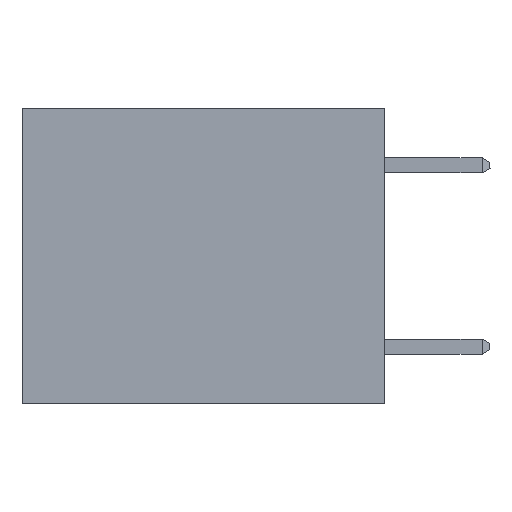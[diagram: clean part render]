
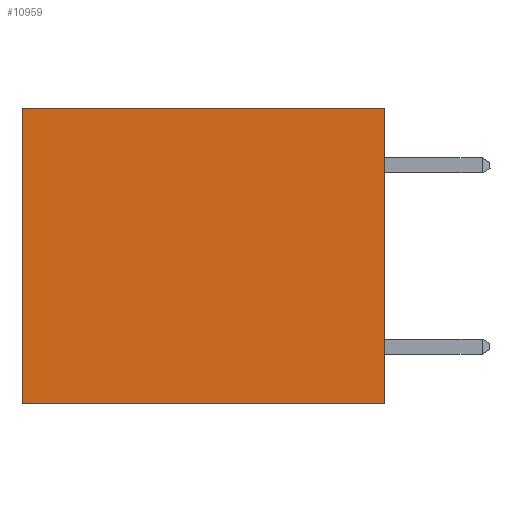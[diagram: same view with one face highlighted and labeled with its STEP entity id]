
A CAD part, left-side view. The second image highlights one B-rep face of the part: STEP entity #10959.
In plain terms, the highlighted planar face has unit normal (-1, 0, 0).
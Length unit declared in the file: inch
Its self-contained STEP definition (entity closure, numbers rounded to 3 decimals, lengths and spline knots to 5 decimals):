
#1 = CARTESIAN_POINT ( 'NONE',  ( 0.3165, 0.6, 0. ) ) ;
#812 = CARTESIAN_POINT ( 'NONE',  ( 0.3165, 0., 0. ) ) ;
#1467 = ORIENTED_EDGE ( 'NONE', *, *, #8475, .T. ) ;
#1948 = CARTESIAN_POINT ( 'NONE',  ( 0.3165, 0., -0.49 ) ) ;
#2362 = DIRECTION ( 'NONE',  ( 1., 0., 0. ) ) ;
#2433 = CARTESIAN_POINT ( 'NONE',  ( 0.3165, 0., -0.49 ) ) ;
#2446 = DIRECTION ( 'NONE',  ( 0., 0., -1. ) ) ;
#3298 = DIRECTION ( 'NONE',  ( 0., 1., 0. ) ) ;
#4064 = VERTEX_POINT ( 'NONE', #15026 ) ;
#4385 = EDGE_CURVE ( 'NONE', #17702, #20551, #15945, .T. ) ;
#5505 = LINE ( 'NONE', #812, #17985 ) ;
#5707 = DIRECTION ( 'NONE',  ( 0., 0., -1. ) ) ;
#6477 = EDGE_CURVE ( 'NONE', #4064, #7452, #5505, .T. ) ;
#6630 = FACE_OUTER_BOUND ( 'NONE', #12594, .T. ) ;
#7452 = VERTEX_POINT ( 'NONE', #1 ) ;
#8001 = DIRECTION ( 'NONE',  ( 0., 0., -1. ) ) ;
#8475 = EDGE_CURVE ( 'NONE', #7452, #20551, #14125, .T. ) ;
#8787 = ORIENTED_EDGE ( 'NONE', *, *, #6477, .T. ) ;
#10535 = PLANE ( 'NONE',  #14527 ) ;
#10959 = ADVANCED_FACE ( 'NONE', ( #6630 ), #10535, .F. ) ;
#11483 = CARTESIAN_POINT ( 'NONE',  ( 0.3165, 0.6, -0.49 ) ) ;
#12148 = EDGE_CURVE ( 'NONE', #4064, #17702, #17456, .T. ) ;
#12594 = EDGE_LOOP ( 'NONE', ( #1467, #15007, #17211, #8787 ) ) ;
#13084 = VECTOR ( 'NONE', #2446, 39.37008 ) ;
#13910 = DIRECTION ( 'NONE',  ( 0., 1., 0. ) ) ;
#14125 = LINE ( 'NONE', #11483, #20809 ) ;
#14527 = AXIS2_PLACEMENT_3D ( 'NONE', #2433, #2362, #5707 ) ;
#15007 = ORIENTED_EDGE ( 'NONE', *, *, #4385, .F. ) ;
#15026 = CARTESIAN_POINT ( 'NONE',  ( 0.3165, 0., 0. ) ) ;
#15945 = LINE ( 'NONE', #1948, #20561 ) ;
#16439 = CARTESIAN_POINT ( 'NONE',  ( 0.3165, 0.6, -0.49 ) ) ;
#16982 = CARTESIAN_POINT ( 'NONE',  ( 0.3165, 0., -0.49 ) ) ;
#17211 = ORIENTED_EDGE ( 'NONE', *, *, #12148, .F. ) ;
#17456 = LINE ( 'NONE', #20567, #13084 ) ;
#17702 = VERTEX_POINT ( 'NONE', #16982 ) ;
#17985 = VECTOR ( 'NONE', #13910, 39.37008 ) ;
#20551 = VERTEX_POINT ( 'NONE', #16439 ) ;
#20561 = VECTOR ( 'NONE', #3298, 39.37008 ) ;
#20567 = CARTESIAN_POINT ( 'NONE',  ( 0.3165, 0., -0.49 ) ) ;
#20809 = VECTOR ( 'NONE', #8001, 39.37008 ) ;
